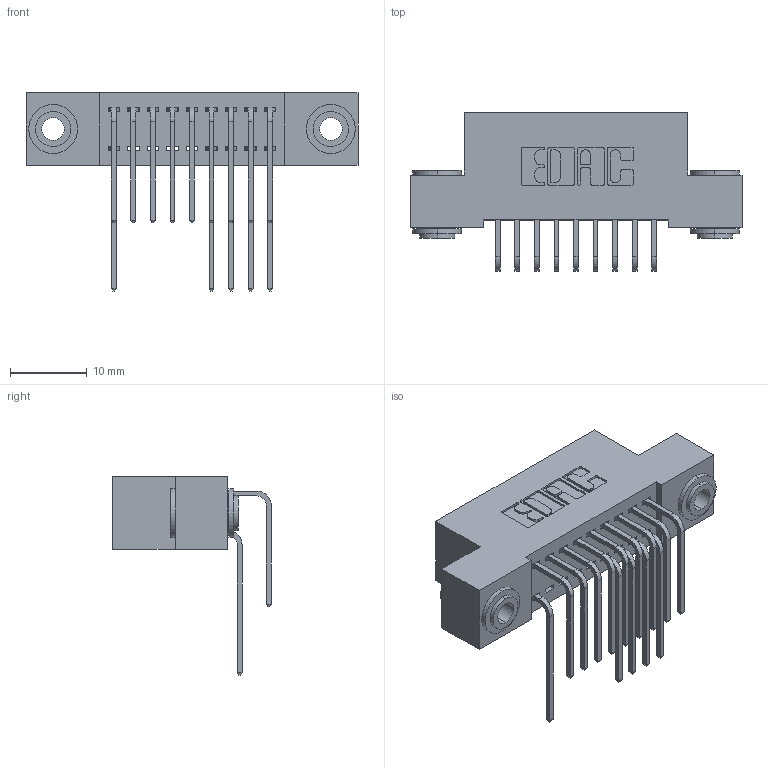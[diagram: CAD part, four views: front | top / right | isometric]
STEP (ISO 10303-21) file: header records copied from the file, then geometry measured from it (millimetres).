
FILE_DESCRIPTION (( 'STEP AP203' ), '1' );
FILE_NAME ('392-018-559-203.STEP', '2018-08-15T04:58:07', ( '' ), ( '' ), 'SwSTEP 2.0', 'SolidWorks 2016', '' );
FILE_SCHEMA (( 'CONFIG_CONTROL_DESIGN' ));
Length unit declared in the file: inch
Products named in the file (5): 342 Part_.156 TH; 345-292-001_558 559 Tail - 1; 345-292-001_559 Tail - 2; 342-250-002_345-250-002-102; 392-018-559-203
Assembly tree (17 placements, depth 2):
  392-018-559-203
    342 Part_.156 TH
    345-292-001_558 559 Tail - 1  x5
    345-292-001_559 Tail - 2  x9
    342-250-002_345-250-002-102  x2
Bounding box: 43.18 x 20.64 x 25.78 mm (x, y, z)
Volume: 3791.1 mm3; surface area: 5738.3 mm2
Topology: 17 solids, 17 shells, 928 faces, 2713 edges, 1786 vertices
Faces by surface type: plane 632, cylinder 288, cone 8
Entity records: 12232 total; most frequent: CARTESIAN_POINT 2108, ORIENTED_EDGE 1990, DIRECTION 1869, EDGE_CURVE 995, VECTOR 803, LINE 803, VERTEX_POINT 658, AXIS2_PLACEMENT_3D 533
